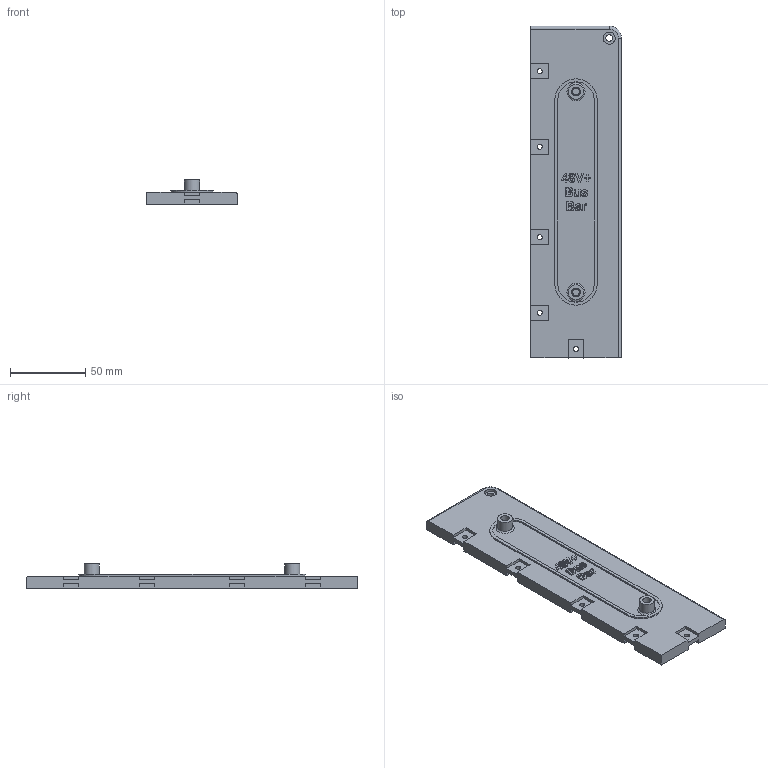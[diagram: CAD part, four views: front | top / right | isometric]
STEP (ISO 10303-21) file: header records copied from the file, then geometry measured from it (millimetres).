
FILE_DESCRIPTION(/* description */ (''),/* implementation_level */ '2;1');
FILE_NAME(/* name */ '48V+ Bus Bar Mount.step',/* time_stamp */ '2026-01-14T14:13:13-05:00',/* author */ (''),/* organization */ (''),/* preprocessor_version */ 'ST-DEVELOPER v20.1',/* originating_system */ 'Autodesk Translation Framework v14.21.0.0',/* authorisation */ '');
FILE_SCHEMA (('AUTOMOTIVE_DESIGN { 1 0 10303 214 3 1 1 }'));
Length unit declared in the file: millimetre
Products named in the file (1): 2026-01-10-19-05-13-545
Bounding box: 60 x 220 x 16 mm (x, y, z)
Volume: 103619.7 mm3; surface area: 33011.7 mm2
Topology: 1 solids, 1 shells, 323 faces, 880 edges, 586 vertices
Faces by surface type: bspline 151, plane 149, cylinder 20, torus 3
Full cylindrical faces by diameter (mm): 3.3 x5, 4.4 x3, 5.7 x2, 8 x1, 10 x2
Entity records: 11592 total; most frequent: CARTESIAN_POINT 4357, ORIENTED_EDGE 1760, DIRECTION 971, EDGE_CURVE 880, VERTEX_POINT 586, LINE 531, VECTOR 531, EDGE_LOOP 362
